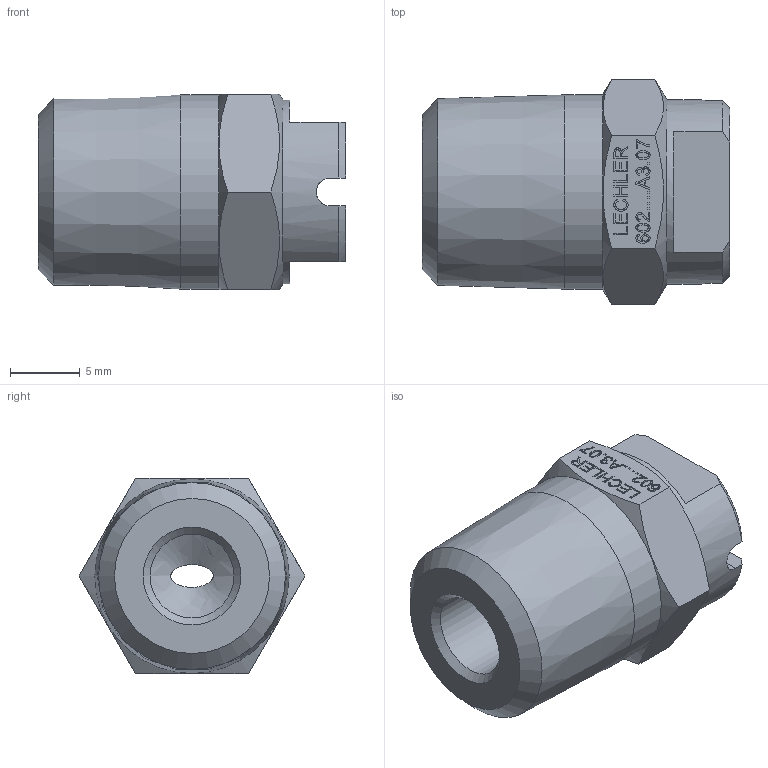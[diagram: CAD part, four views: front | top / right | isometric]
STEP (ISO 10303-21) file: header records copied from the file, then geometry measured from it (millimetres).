
FILE_DESCRIPTION((''),'2;1');
FILE_NAME('AV-602XXXA30700M0.stp','2005-09-28T09:44:51',('wuwe'),(''),'Autodesk Inventor 10','Autodesk Inventor 10','');
FILE_SCHEMA(('AUTOMOTIVE_DESIGN { 1 0 10303 214 1 1 1 1 }'));
Length unit declared in the file: millimetre
Products named in the file (1): AV-602XXXA30700M0
Bounding box: 22 x 16.17 x 14 mm (x, y, z)
Volume: 2568.8 mm3; surface area: 1616.3 mm2
Topology: 1 solids, 1 shells, 237 faces, 626 edges, 415 vertices
Faces by surface type: plane 144, bspline 81, cone 9, cylinder 3
Full cylindrical faces by diameter (mm): 13.2 x1, 13.9 x1
Entity records: 9157 total; most frequent: CARTESIAN_POINT 3904, ORIENTED_EDGE 1230, DIRECTION 766, EDGE_CURVE 615, VECTOR 416, LINE 416, VERTEX_POINT 413, EDGE_LOOP 272
